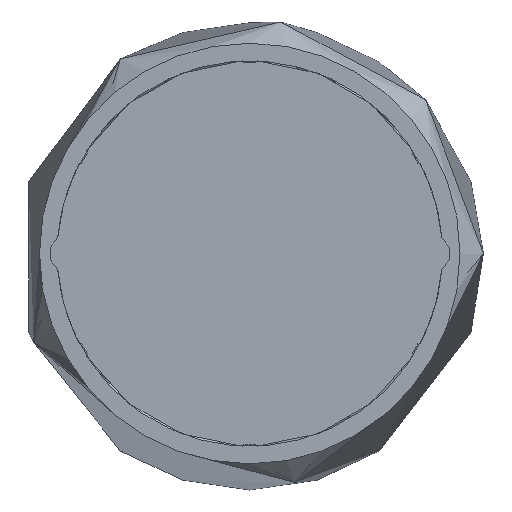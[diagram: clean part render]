
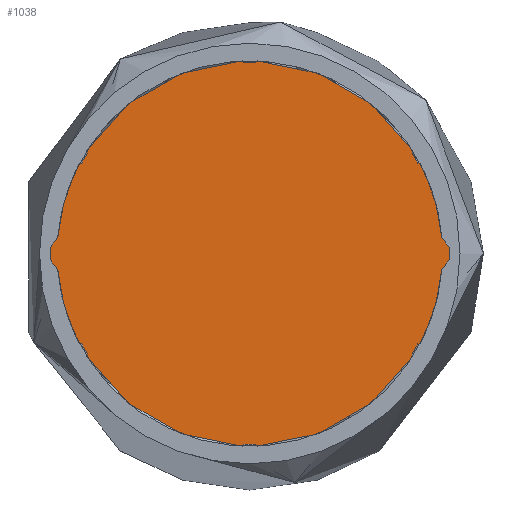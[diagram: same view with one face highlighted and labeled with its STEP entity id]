
A CAD part, top view. The second image highlights one B-rep face of the part: STEP entity #1038.
In plain terms, the highlighted planar face has unit normal (0, 0, 1).
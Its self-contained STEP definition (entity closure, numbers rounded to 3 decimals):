
#106=LINE('',#1611,#162);
#107=LINE('',#1619,#163);
#108=LINE('',#1623,#164);
#109=LINE('',#1627,#165);
#110=LINE('',#1631,#166);
#111=LINE('',#1635,#167);
#112=LINE('',#1639,#168);
#113=LINE('',#1647,#169);
#114=LINE('',#1651,#170);
#115=LINE('',#1655,#171);
#116=LINE('',#1659,#172);
#117=LINE('',#1662,#173);
#162=VECTOR('',#1262,0.068);
#163=VECTOR('',#1269,0.068);
#164=VECTOR('',#1272,0.068);
#165=VECTOR('',#1275,0.068);
#166=VECTOR('',#1278,0.068);
#167=VECTOR('',#1281,0.068);
#168=VECTOR('',#1284,0.068);
#169=VECTOR('',#1291,0.068);
#170=VECTOR('',#1294,0.068);
#171=VECTOR('',#1297,0.068);
#172=VECTOR('',#1300,0.068);
#173=VECTOR('',#1303,0.068);
#248=FACE_OUTER_BOUND('',#309,.T.);
#309=EDGE_LOOP('',(#749,#750,#751,#752,#753,#754,#755,#756,#757,#758,#759,
#760,#761,#762,#763,#764,#765,#766,#767,#768,#769,#770,#771,#772,#773,#774,
#775,#776));
#374=CIRCLE('',#1124,4.9);
#375=CIRCLE('',#1125,4.95);
#376=CIRCLE('',#1126,0.5);
#377=CIRCLE('',#1127,4.95);
#378=CIRCLE('',#1128,4.9);
#379=CIRCLE('',#1129,4.95);
#380=CIRCLE('',#1130,4.9);
#381=CIRCLE('',#1131,4.95);
#382=CIRCLE('',#1132,4.9);
#383=CIRCLE('',#1133,4.95);
#384=CIRCLE('',#1134,0.5);
#385=CIRCLE('',#1135,4.95);
#386=CIRCLE('',#1136,4.9);
#387=CIRCLE('',#1137,4.95);
#388=CIRCLE('',#1138,4.9);
#389=CIRCLE('',#1139,4.95);
#436=VERTEX_POINT('',#1607);
#437=VERTEX_POINT('',#1608);
#438=VERTEX_POINT('',#1610);
#439=VERTEX_POINT('',#1612);
#440=VERTEX_POINT('',#1614);
#441=VERTEX_POINT('',#1616);
#442=VERTEX_POINT('',#1618);
#443=VERTEX_POINT('',#1620);
#444=VERTEX_POINT('',#1622);
#445=VERTEX_POINT('',#1624);
#446=VERTEX_POINT('',#1626);
#447=VERTEX_POINT('',#1628);
#448=VERTEX_POINT('',#1630);
#449=VERTEX_POINT('',#1632);
#450=VERTEX_POINT('',#1634);
#451=VERTEX_POINT('',#1636);
#452=VERTEX_POINT('',#1638);
#453=VERTEX_POINT('',#1640);
#454=VERTEX_POINT('',#1642);
#455=VERTEX_POINT('',#1644);
#456=VERTEX_POINT('',#1646);
#457=VERTEX_POINT('',#1648);
#458=VERTEX_POINT('',#1650);
#459=VERTEX_POINT('',#1652);
#460=VERTEX_POINT('',#1654);
#461=VERTEX_POINT('',#1656);
#462=VERTEX_POINT('',#1658);
#463=VERTEX_POINT('',#1660);
#566=EDGE_CURVE('',#436,#437,#374,.T.);
#567=EDGE_CURVE('',#438,#436,#106,.T.);
#568=EDGE_CURVE('',#439,#438,#375,.T.);
#569=EDGE_CURVE('',#440,#439,#376,.T.);
#570=EDGE_CURVE('',#441,#440,#377,.T.);
#571=EDGE_CURVE('',#442,#441,#107,.T.);
#572=EDGE_CURVE('',#443,#442,#378,.T.);
#573=EDGE_CURVE('',#444,#443,#108,.T.);
#574=EDGE_CURVE('',#445,#444,#379,.T.);
#575=EDGE_CURVE('',#446,#445,#109,.T.);
#576=EDGE_CURVE('',#447,#446,#380,.T.);
#577=EDGE_CURVE('',#448,#447,#110,.T.);
#578=EDGE_CURVE('',#449,#448,#381,.T.);
#579=EDGE_CURVE('',#450,#449,#111,.T.);
#580=EDGE_CURVE('',#451,#450,#382,.T.);
#581=EDGE_CURVE('',#452,#451,#112,.T.);
#582=EDGE_CURVE('',#453,#452,#383,.T.);
#583=EDGE_CURVE('',#454,#453,#384,.T.);
#584=EDGE_CURVE('',#455,#454,#385,.T.);
#585=EDGE_CURVE('',#456,#455,#113,.T.);
#586=EDGE_CURVE('',#457,#456,#386,.T.);
#587=EDGE_CURVE('',#458,#457,#114,.T.);
#588=EDGE_CURVE('',#459,#458,#387,.T.);
#589=EDGE_CURVE('',#460,#459,#115,.T.);
#590=EDGE_CURVE('',#461,#460,#388,.T.);
#591=EDGE_CURVE('',#462,#461,#116,.T.);
#592=EDGE_CURVE('',#463,#462,#389,.T.);
#593=EDGE_CURVE('',#437,#463,#117,.T.);
#749=ORIENTED_EDGE('',*,*,#566,.F.);
#750=ORIENTED_EDGE('',*,*,#567,.F.);
#751=ORIENTED_EDGE('',*,*,#568,.F.);
#752=ORIENTED_EDGE('',*,*,#569,.F.);
#753=ORIENTED_EDGE('',*,*,#570,.F.);
#754=ORIENTED_EDGE('',*,*,#571,.F.);
#755=ORIENTED_EDGE('',*,*,#572,.F.);
#756=ORIENTED_EDGE('',*,*,#573,.F.);
#757=ORIENTED_EDGE('',*,*,#574,.F.);
#758=ORIENTED_EDGE('',*,*,#575,.F.);
#759=ORIENTED_EDGE('',*,*,#576,.F.);
#760=ORIENTED_EDGE('',*,*,#577,.F.);
#761=ORIENTED_EDGE('',*,*,#578,.F.);
#762=ORIENTED_EDGE('',*,*,#579,.F.);
#763=ORIENTED_EDGE('',*,*,#580,.F.);
#764=ORIENTED_EDGE('',*,*,#581,.F.);
#765=ORIENTED_EDGE('',*,*,#582,.F.);
#766=ORIENTED_EDGE('',*,*,#583,.F.);
#767=ORIENTED_EDGE('',*,*,#584,.F.);
#768=ORIENTED_EDGE('',*,*,#585,.F.);
#769=ORIENTED_EDGE('',*,*,#586,.F.);
#770=ORIENTED_EDGE('',*,*,#587,.F.);
#771=ORIENTED_EDGE('',*,*,#588,.F.);
#772=ORIENTED_EDGE('',*,*,#589,.F.);
#773=ORIENTED_EDGE('',*,*,#590,.F.);
#774=ORIENTED_EDGE('',*,*,#591,.F.);
#775=ORIENTED_EDGE('',*,*,#592,.F.);
#776=ORIENTED_EDGE('',*,*,#593,.F.);
#966=PLANE('',#1123);
#1038=ADVANCED_FACE('',(#248),#966,.F.);
#1123=AXIS2_PLACEMENT_3D('',#1606,#1258,#1259);
#1124=AXIS2_PLACEMENT_3D('',#1609,#1260,#1261);
#1125=AXIS2_PLACEMENT_3D('',#1613,#1263,#1264);
#1126=AXIS2_PLACEMENT_3D('',#1615,#1265,#1266);
#1127=AXIS2_PLACEMENT_3D('',#1617,#1267,#1268);
#1128=AXIS2_PLACEMENT_3D('',#1621,#1270,#1271);
#1129=AXIS2_PLACEMENT_3D('',#1625,#1273,#1274);
#1130=AXIS2_PLACEMENT_3D('',#1629,#1276,#1277);
#1131=AXIS2_PLACEMENT_3D('',#1633,#1279,#1280);
#1132=AXIS2_PLACEMENT_3D('',#1637,#1282,#1283);
#1133=AXIS2_PLACEMENT_3D('',#1641,#1285,#1286);
#1134=AXIS2_PLACEMENT_3D('',#1643,#1287,#1288);
#1135=AXIS2_PLACEMENT_3D('',#1645,#1289,#1290);
#1136=AXIS2_PLACEMENT_3D('',#1649,#1292,#1293);
#1137=AXIS2_PLACEMENT_3D('',#1653,#1295,#1296);
#1138=AXIS2_PLACEMENT_3D('',#1657,#1298,#1299);
#1139=AXIS2_PLACEMENT_3D('',#1661,#1301,#1302);
#1258=DIRECTION('center_axis',(0.,0.,-1.));
#1259=DIRECTION('ref_axis',(1.,0.,0.));
#1260=DIRECTION('center_axis',(0.,0.,-1.));
#1261=DIRECTION('ref_axis',(0.881,-0.473,0.));
#1262=DIRECTION('',(-0.966,-0.259,0.));
#1263=DIRECTION('center_axis',(0.,0.,-1.));
#1264=DIRECTION('ref_axis',(0.997,-0.083,0.));
#1265=DIRECTION('center_axis',(0.,0.,-1.));
#1266=DIRECTION('ref_axis',(0.566,0.825,0.));
#1267=DIRECTION('center_axis',(0.,0.,-1.));
#1268=DIRECTION('ref_axis',(0.885,0.465,0.));
#1269=DIRECTION('',(0.966,-0.259,0.));
#1270=DIRECTION('center_axis',(0.,0.,-1.));
#1271=DIRECTION('ref_axis',(0.85,0.526,0.));
#1272=DIRECTION('',(-0.259,-0.966,0.));
#1273=DIRECTION('center_axis',(0.,0.,-1.));
#1274=DIRECTION('ref_axis',(0.04,0.999,0.));
#1275=DIRECTION('',(0.707,0.707,0.));
#1276=DIRECTION('center_axis',(0.,0.,-1.));
#1277=DIRECTION('ref_axis',(-0.031,1.,0.));
#1278=DIRECTION('',(0.707,-0.707,0.));
#1279=DIRECTION('center_axis',(0.,0.,-1.));
#1280=DIRECTION('ref_axis',(-0.845,0.534,0.));
#1281=DIRECTION('',(-0.259,0.966,0.));
#1282=DIRECTION('center_axis',(0.,0.,-1.));
#1283=DIRECTION('ref_axis',(-0.881,0.473,0.));
#1284=DIRECTION('',(0.966,0.259,0.));
#1285=DIRECTION('center_axis',(0.,0.,-1.));
#1286=DIRECTION('ref_axis',(-0.997,0.083,0.));
#1287=DIRECTION('center_axis',(0.,0.,-1.));
#1288=DIRECTION('ref_axis',(-0.566,-0.825,0.));
#1289=DIRECTION('center_axis',(0.,0.,-1.));
#1290=DIRECTION('ref_axis',(-0.885,-0.465,0.));
#1291=DIRECTION('',(-0.966,0.259,0.));
#1292=DIRECTION('center_axis',(0.,0.,-1.));
#1293=DIRECTION('ref_axis',(-0.85,-0.526,0.));
#1294=DIRECTION('',(0.259,0.966,0.));
#1295=DIRECTION('center_axis',(0.,0.,-1.));
#1296=DIRECTION('ref_axis',(-0.04,-0.999,0.));
#1297=DIRECTION('',(-0.707,-0.707,0.));
#1298=DIRECTION('center_axis',(0.,0.,-1.));
#1299=DIRECTION('ref_axis',(0.031,-1.,0.));
#1300=DIRECTION('',(-0.707,0.707,0.));
#1301=DIRECTION('center_axis',(0.,0.,-1.));
#1302=DIRECTION('ref_axis',(0.845,-0.534,0.));
#1303=DIRECTION('',(0.259,-0.966,0.));
#1606=CARTESIAN_POINT('Origin',(0.,0.,52.5));
#1607=CARTESIAN_POINT('',(4.317,-2.319,52.5));
#1608=CARTESIAN_POINT('',(4.167,-2.579,52.5));
#1609=CARTESIAN_POINT('Origin',(0.,0.,52.5));
#1610=CARTESIAN_POINT('',(4.383,-2.301,52.5));
#1611=CARTESIAN_POINT('',(4.383,-2.301,52.5));
#1612=CARTESIAN_POINT('',(4.933,-0.412,52.5));
#1613=CARTESIAN_POINT('Origin',(0.,0.,52.5));
#1614=CARTESIAN_POINT('',(4.933,0.412,52.5));
#1615=CARTESIAN_POINT('Origin',(4.65,0.,52.5));
#1616=CARTESIAN_POINT('',(4.383,2.301,52.5));
#1617=CARTESIAN_POINT('Origin',(0.,0.,52.5));
#1618=CARTESIAN_POINT('',(4.317,2.319,52.5));
#1619=CARTESIAN_POINT('',(4.317,2.319,52.5));
#1620=CARTESIAN_POINT('',(4.167,2.579,52.5));
#1621=CARTESIAN_POINT('Origin',(0.,0.,52.5));
#1622=CARTESIAN_POINT('',(4.184,2.645,52.5));
#1623=CARTESIAN_POINT('',(4.184,2.645,52.5));
#1624=CARTESIAN_POINT('',(0.198,4.946,52.5));
#1625=CARTESIAN_POINT('Origin',(0.,0.,52.5));
#1626=CARTESIAN_POINT('',(0.15,4.898,52.5));
#1627=CARTESIAN_POINT('',(0.15,4.898,52.5));
#1628=CARTESIAN_POINT('',(-0.15,4.898,52.5));
#1629=CARTESIAN_POINT('Origin',(0.,0.,52.5));
#1630=CARTESIAN_POINT('',(-0.198,4.946,52.5));
#1631=CARTESIAN_POINT('',(-0.198,4.946,52.5));
#1632=CARTESIAN_POINT('',(-4.184,2.645,52.5));
#1633=CARTESIAN_POINT('Origin',(0.,0.,52.5));
#1634=CARTESIAN_POINT('',(-4.167,2.579,52.5));
#1635=CARTESIAN_POINT('',(-4.167,2.579,52.5));
#1636=CARTESIAN_POINT('',(-4.317,2.319,52.5));
#1637=CARTESIAN_POINT('Origin',(0.,0.,52.5));
#1638=CARTESIAN_POINT('',(-4.383,2.301,52.5));
#1639=CARTESIAN_POINT('',(-4.383,2.301,52.5));
#1640=CARTESIAN_POINT('',(-4.933,0.412,52.5));
#1641=CARTESIAN_POINT('Origin',(0.,0.,52.5));
#1642=CARTESIAN_POINT('',(-4.933,-0.412,52.5));
#1643=CARTESIAN_POINT('Origin',(-4.65,0.,52.5));
#1644=CARTESIAN_POINT('',(-4.383,-2.301,52.5));
#1645=CARTESIAN_POINT('Origin',(0.,0.,52.5));
#1646=CARTESIAN_POINT('',(-4.317,-2.319,52.5));
#1647=CARTESIAN_POINT('',(-4.317,-2.319,52.5));
#1648=CARTESIAN_POINT('',(-4.167,-2.579,52.5));
#1649=CARTESIAN_POINT('Origin',(0.,0.,52.5));
#1650=CARTESIAN_POINT('',(-4.184,-2.645,52.5));
#1651=CARTESIAN_POINT('',(-4.184,-2.645,52.5));
#1652=CARTESIAN_POINT('',(-0.198,-4.946,52.5));
#1653=CARTESIAN_POINT('Origin',(0.,0.,52.5));
#1654=CARTESIAN_POINT('',(-0.15,-4.898,52.5));
#1655=CARTESIAN_POINT('',(-0.15,-4.898,52.5));
#1656=CARTESIAN_POINT('',(0.15,-4.898,52.5));
#1657=CARTESIAN_POINT('Origin',(0.,0.,52.5));
#1658=CARTESIAN_POINT('',(0.198,-4.946,52.5));
#1659=CARTESIAN_POINT('',(0.198,-4.946,52.5));
#1660=CARTESIAN_POINT('',(4.184,-2.645,52.5));
#1661=CARTESIAN_POINT('Origin',(0.,0.,52.5));
#1662=CARTESIAN_POINT('',(4.167,-2.579,52.5));
